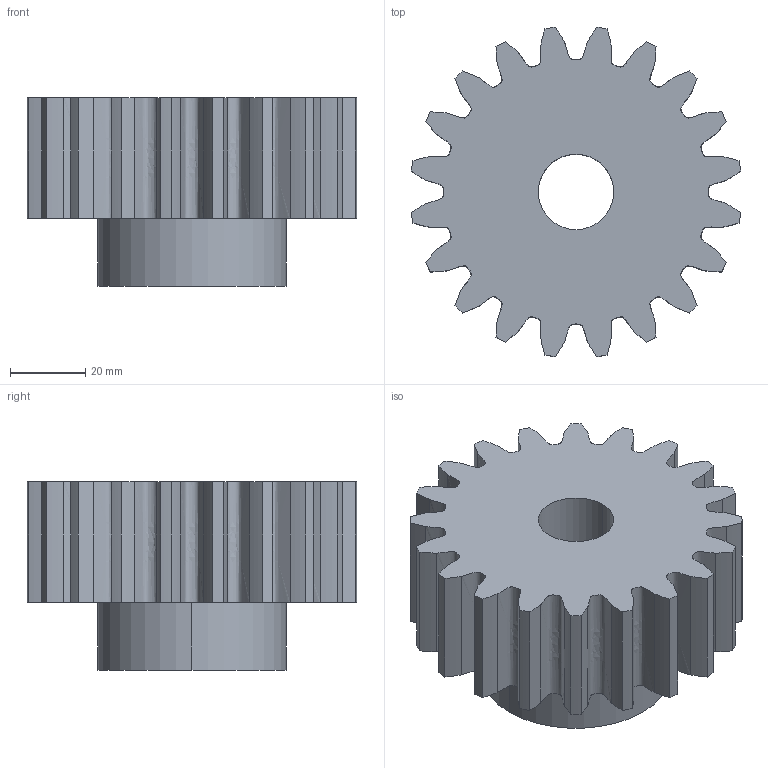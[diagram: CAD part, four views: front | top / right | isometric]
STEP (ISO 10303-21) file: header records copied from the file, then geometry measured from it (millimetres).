
FILE_DESCRIPTION (( 'STEP AP203' ), '1' );
FILE_NAME ('111-040-420.STEP', '2009-10-01T09:51:58', ( 'WMH Herion Antriebstechnik GmbH' ), ( 'WMH Herion Antriebstechnik GmbH' ), 'SwSTEP 2.0', 'SolidWorks 2009', '' );
FILE_SCHEMA (( 'CONFIG_CONTROL_DESIGN' ));
Length unit declared in the file: millimetre
Products named in the file (1): 111-040-420
Bounding box: 87.31 x 87.31 x 50 mm (x, y, z)
Volume: 179069.2 mm3; surface area: 30867.2 mm2
Topology: 1 solids, 1 shells, 87 faces, 252 edges, 168 vertices
Faces by surface type: cylinder 64, bspline 20, plane 3
Entity records: 3895 total; most frequent: CARTESIAN_POINT 1528, ORIENTED_EDGE 504, DIRECTION 476, EDGE_CURVE 252, AXIS2_PLACEMENT_3D 196, VERTEX_POINT 168, CIRCLE 128, EDGE_LOOP 90
